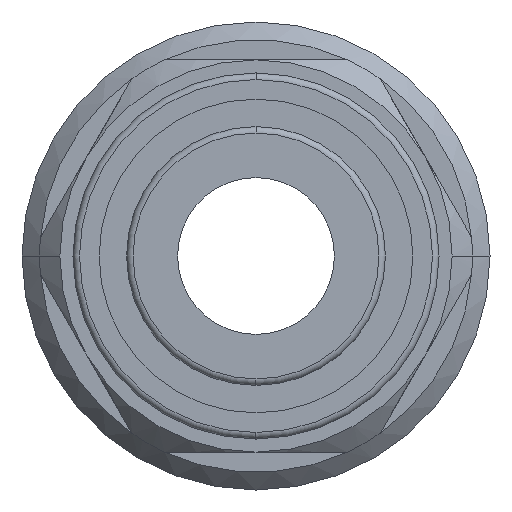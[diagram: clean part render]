
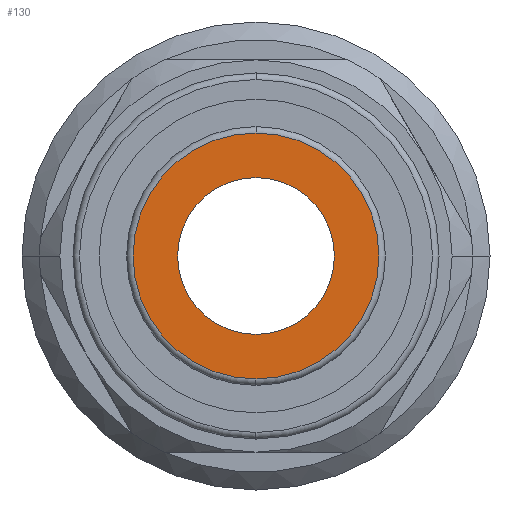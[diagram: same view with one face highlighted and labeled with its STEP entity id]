
A CAD part, left-side view. The second image highlights one B-rep face of the part: STEP entity #130.
In plain terms, the highlighted planar face has unit normal (-1, 0, 0).
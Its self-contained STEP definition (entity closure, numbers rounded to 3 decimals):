
#130=ADVANCED_FACE('',(#318,#319),#320,.T.);
#318=FACE_BOUND('',#562,.T.);
#319=FACE_OUTER_BOUND('',#563,.T.);
#320=PLANE('',#564);
#562=EDGE_LOOP('',(#1154,#1155));
#563=EDGE_LOOP('',(#1156,#1157,#1158));
#564=AXIS2_PLACEMENT_3D('',#1159,#1160,#1161);
#1154=ORIENTED_EDGE('',*,*,#1668,.T.);
#1155=ORIENTED_EDGE('',*,*,#1576,.T.);
#1156=ORIENTED_EDGE('',*,*,#1682,.T.);
#1157=ORIENTED_EDGE('',*,*,#1545,.T.);
#1158=ORIENTED_EDGE('',*,*,#1683,.T.);
#1159=CARTESIAN_POINT('',(-27.505,2.351,0.));
#1160=DIRECTION('',(-1.0,0.,0.));
#1161=DIRECTION('',(0.,1.0,0.));
#1545=EDGE_CURVE('',#1808,#1814,#1816,.T.);
#1576=EDGE_CURVE('',#1868,#1872,#1874,.T.);
#1668=EDGE_CURVE('',#1872,#1868,#2017,.T.);
#1682=EDGE_CURVE('',#2032,#1808,#2033,.T.);
#1683=EDGE_CURVE('',#1814,#2032,#2034,.T.);
#1808=VERTEX_POINT('',#2222);
#1814=VERTEX_POINT('',#2228);
#1816=CIRCLE('',#2230,4.703);
#1868=VERTEX_POINT('',#2294);
#1872=VERTEX_POINT('',#2299);
#1874=CIRCLE('',#2302,3.0);
#2017=CIRCLE('',#2607,3.0);
#2032=VERTEX_POINT('',#2622);
#2033=CIRCLE('',#2623,4.703);
#2034=CIRCLE('',#2624,4.703);
#2222=CARTESIAN_POINT('',(-27.505,0.,-4.703));
#2228=CARTESIAN_POINT('',(-27.505,0.,4.703));
#2230=AXIS2_PLACEMENT_3D('',#2983,#2984,#2985);
#2294=CARTESIAN_POINT('',(-27.505,0.,-3.0));
#2299=CARTESIAN_POINT('',(-27.505,0.,3.0));
#2302=AXIS2_PLACEMENT_3D('',#3048,#3049,#3050);
#2607=AXIS2_PLACEMENT_3D('',#3228,#3229,#3230);
#2622=CARTESIAN_POINT('',(-27.505,4.703,0.));
#2623=AXIS2_PLACEMENT_3D('',#3270,#3271,#3272);
#2624=AXIS2_PLACEMENT_3D('',#3273,#3274,#3275);
#2983=CARTESIAN_POINT('',(-27.505,0.,0.));
#2984=DIRECTION('',(-1.0,0.,0.));
#2985=DIRECTION('',(0.,1.0,0.));
#3048=CARTESIAN_POINT('',(-27.505,0.0,0.));
#3049=DIRECTION('',(1.0,0.,0.));
#3050=DIRECTION('',(0.,0.0,-1.0));
#3228=CARTESIAN_POINT('',(-27.505,0.0,0.));
#3229=DIRECTION('',(1.0,0.,0.));
#3230=DIRECTION('',(0.,0.0,-1.0));
#3270=CARTESIAN_POINT('',(-27.505,0.,0.));
#3271=DIRECTION('',(-1.0,0.,0.));
#3272=DIRECTION('',(0.,1.0,0.));
#3273=CARTESIAN_POINT('',(-27.505,0.,0.));
#3274=DIRECTION('',(-1.0,0.,0.));
#3275=DIRECTION('',(0.,1.0,0.));
